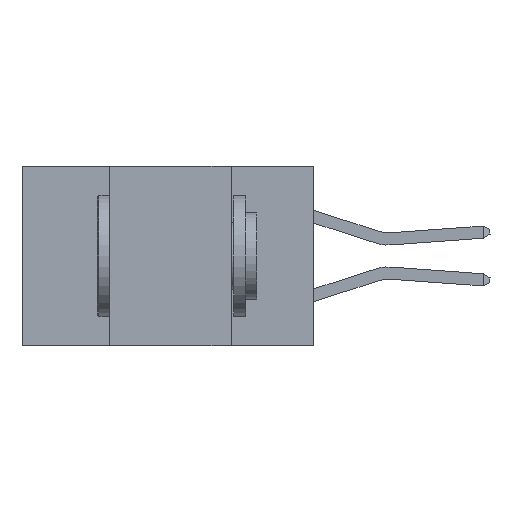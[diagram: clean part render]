
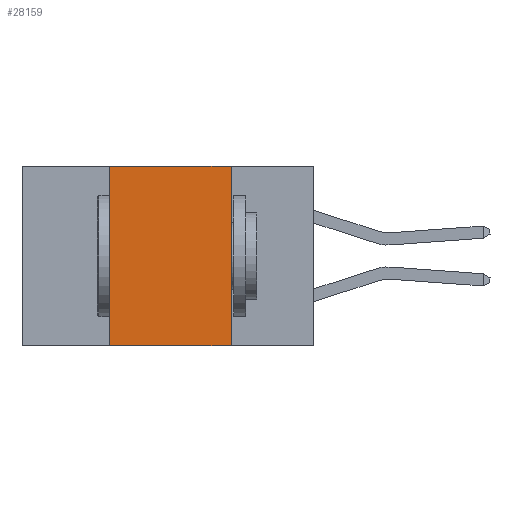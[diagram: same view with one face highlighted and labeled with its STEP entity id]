
A CAD part, left-side view. The second image highlights one B-rep face of the part: STEP entity #28159.
In plain terms, the highlighted planar face has unit normal (-1, 0, 0).
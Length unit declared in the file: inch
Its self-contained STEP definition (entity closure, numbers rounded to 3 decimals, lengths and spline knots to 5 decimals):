
#812 = CARTESIAN_POINT ( 'NONE',  ( 0., 0.42, 0. ) ) ;
#1705 = ORIENTED_EDGE ( 'NONE', *, *, #25820, .T. ) ;
#3307 = DIRECTION ( 'NONE',  ( 1., 0., 0. ) ) ;
#3426 = DIRECTION ( 'NONE',  ( 0., 0., -1. ) ) ;
#4700 = CARTESIAN_POINT ( 'NONE',  ( 0., 0.17, -0.37 ) ) ;
#6822 = EDGE_CURVE ( 'NONE', #10163, #14025, #33041, .T. ) ;
#7313 = CARTESIAN_POINT ( 'NONE',  ( 0., 0.42, 0. ) ) ;
#10156 = VERTEX_POINT ( 'NONE', #4700 ) ;
#10163 = VERTEX_POINT ( 'NONE', #32878 ) ;
#11909 = DIRECTION ( 'NONE',  ( 0., 0., -1. ) ) ;
#11948 = CARTESIAN_POINT ( 'NONE',  ( 0., 0.6, -0.37 ) ) ;
#11953 = LINE ( 'NONE', #32340, #24724 ) ;
#12401 = CARTESIAN_POINT ( 'NONE',  ( 0., 0.17, 0. ) ) ;
#12425 = LINE ( 'NONE', #33170, #25214 ) ;
#12668 = VECTOR ( 'NONE', #25205, 39.37008 ) ;
#14016 = AXIS2_PLACEMENT_3D ( 'NONE', #16263, #3307, #3426 ) ;
#14025 = VERTEX_POINT ( 'NONE', #812 ) ;
#14529 = DIRECTION ( 'NONE',  ( 0., -1., 0. ) ) ;
#16263 = CARTESIAN_POINT ( 'NONE',  ( 0., 0.6, 0. ) ) ;
#16653 = FACE_OUTER_BOUND ( 'NONE', #17988, .T. ) ;
#17806 = LINE ( 'NONE', #11948, #23720 ) ;
#17988 = EDGE_LOOP ( 'NONE', ( #25749, #26564, #20566, #1705 ) ) ;
#18827 = PLANE ( 'NONE',  #14016 ) ;
#19937 = EDGE_CURVE ( 'NONE', #14025, #30552, #12425, .T. ) ;
#20566 = ORIENTED_EDGE ( 'NONE', *, *, #6822, .F. ) ;
#21743 = EDGE_CURVE ( 'NONE', #30552, #10156, #11953, .T. ) ;
#23720 = VECTOR ( 'NONE', #14529, 39.37008 ) ;
#24724 = VECTOR ( 'NONE', #11909, 39.37008 ) ;
#25205 = DIRECTION ( 'NONE',  ( 0., 0., 1. ) ) ;
#25214 = VECTOR ( 'NONE', #30598, 39.37008 ) ;
#25749 = ORIENTED_EDGE ( 'NONE', *, *, #21743, .F. ) ;
#25820 = EDGE_CURVE ( 'NONE', #10163, #10156, #17806, .T. ) ;
#26564 = ORIENTED_EDGE ( 'NONE', *, *, #19937, .F. ) ;
#28159 = ADVANCED_FACE ( 'NONE', ( #16653 ), #18827, .F. ) ;
#30552 = VERTEX_POINT ( 'NONE', #12401 ) ;
#30598 = DIRECTION ( 'NONE',  ( 0., -1., 0. ) ) ;
#32340 = CARTESIAN_POINT ( 'NONE',  ( 0., 0.17, 0. ) ) ;
#32878 = CARTESIAN_POINT ( 'NONE',  ( 0., 0.42, -0.37 ) ) ;
#33041 = LINE ( 'NONE', #7313, #12668 ) ;
#33170 = CARTESIAN_POINT ( 'NONE',  ( 0., 0.6, 0. ) ) ;
